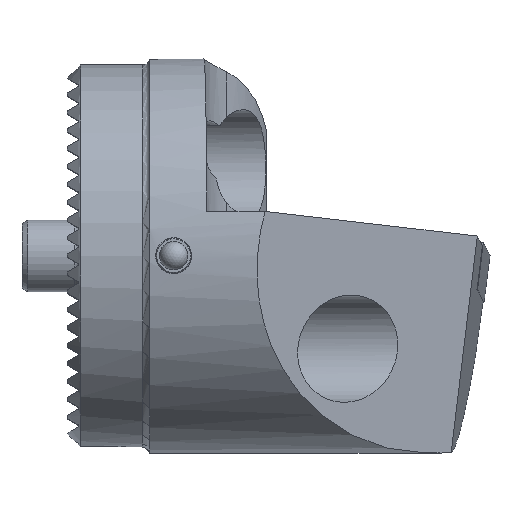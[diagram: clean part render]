
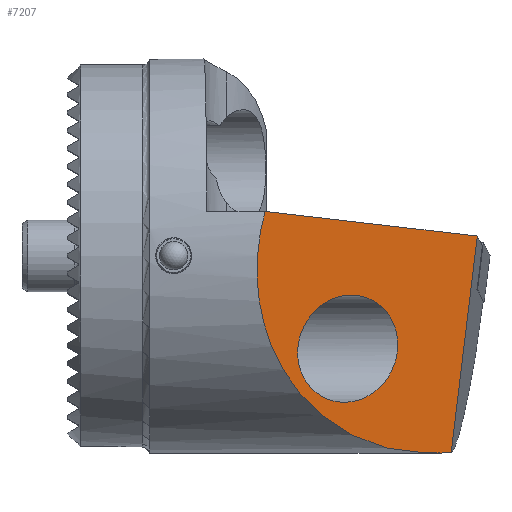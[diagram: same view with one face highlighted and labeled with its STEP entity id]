
A CAD part, top view. The second image highlights one B-rep face of the part: STEP entity #7207.
In plain terms, the highlighted planar face has unit normal (0.732, -0.051, 0.68).
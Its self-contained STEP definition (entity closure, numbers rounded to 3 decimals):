
#388 = CARTESIAN_POINT ( 'NONE',  ( 31.185, -16.5, -1.602 ) ) ;
#1045 = CARTESIAN_POINT ( 'NONE',  ( 27.274, -7.441, 3.291 ) ) ;
#1230 = EDGE_CURVE ( 'NONE', #5656, #9070, #4590, .T. ) ;
#1238 = VECTOR ( 'NONE', #5131, 1000. ) ;
#1293 = EDGE_CURVE ( 'NONE', #11007, #2934, #6703, .T. ) ;
#1363 = CARTESIAN_POINT ( 'NONE',  ( 30.905, -16.5, -1.3 ) ) ;
#1547 = LINE ( 'NONE', #11187, #1238 ) ;
#1634 = VERTEX_POINT ( 'NONE', #3960 ) ;
#1726 = EDGE_CURVE ( 'NONE', #9070, #1634, #1547, .T. ) ;
#1859 = VECTOR ( 'NONE', #4585, 1000. ) ;
#1916 = CARTESIAN_POINT ( 'NONE',  ( 18.892, 0.859, 12.94 ) ) ;
#2248 = EDGE_LOOP ( 'NONE', ( #4111 ) ) ;
#2632 = CARTESIAN_POINT ( 'NONE',  ( 16.175, 3.701, 16.08 ) ) ;
#2679 =( BOUNDED_CURVE ( )  B_SPLINE_CURVE ( 3, ( #3591, #9750, #10591, #2632 ),
 .UNSPECIFIED., .F., .F. ) 
 B_SPLINE_CURVE_WITH_KNOTS ( ( 4, 4 ),
 ( 1.646, 3.443 ),
 .UNSPECIFIED. ) 
 CURVE ( )  GEOMETRIC_REPRESENTATION_ITEM ( )  RATIONAL_B_SPLINE_CURVE ( ( 1., 0.749, 0.749, 1. ) ) 
 REPRESENTATION_ITEM ( '' )  );
#2811 = AXIS2_PLACEMENT_3D ( 'NONE', #9103, #12129, #11241 ) ;
#2934 = VERTEX_POINT ( 'NONE', #10345 ) ;
#3414 = ORIENTED_EDGE ( 'NONE', *, *, #3837, .T. ) ;
#3591 = CARTESIAN_POINT ( 'NONE',  ( 29.698, -16.5, 0. ) ) ;
#3653 = FACE_OUTER_BOUND ( 'NONE', #10903, .T. ) ;
#3837 = EDGE_CURVE ( 'NONE', #5656, #11007, #9665, .T. ) ;
#3873 = VERTEX_POINT ( 'NONE', #1045 ) ;
#3947 = FACE_BOUND ( 'NONE', #2248, .T. ) ;
#3960 = CARTESIAN_POINT ( 'NONE',  ( 29.698, -16.5, 0. ) ) ;
#4111 = ORIENTED_EDGE ( 'NONE', *, *, #11082, .F. ) ;
#4585 = DIRECTION ( 'NONE',  ( -0.676, 0.077, 0.733 ) ) ;
#4590 =( BOUNDED_CURVE ( )  B_SPLINE_CURVE ( 3, ( #11365, #5323, #388, #1363 ),
 .UNSPECIFIED., .F., .F. ) 
 B_SPLINE_CURVE_WITH_KNOTS ( ( 4, 4 ),
 ( 1.606, 1.646 ),
 .UNSPECIFIED. ) 
 CURVE ( )  GEOMETRIC_REPRESENTATION_ITEM ( )  RATIONAL_B_SPLINE_CURVE ( ( 1., 1., 1., 1. ) ) 
 REPRESENTATION_ITEM ( '' )  );
#4909 = CARTESIAN_POINT ( 'NONE',  ( 27.274, -7.441, 3.291 ) ) ;
#5131 = DIRECTION ( 'NONE',  ( -0.681, 0., 0.733 ) ) ;
#5323 = CARTESIAN_POINT ( 'NONE',  ( 31.466, -16.494, -1.904 ) ) ;
#5598 = ORIENTED_EDGE ( 'NONE', *, *, #1293, .T. ) ;
#5656 = VERTEX_POINT ( 'NONE', #9359 ) ;
#5789 = CARTESIAN_POINT ( 'NONE',  ( 33.932, 1.675, -3.193 ) ) ;
#6138 = ORIENTED_EDGE ( 'NONE', *, *, #6165, .F. ) ;
#6165 = EDGE_CURVE ( 'NONE', #1634, #2934, #2679, .T. ) ;
#6402 = ORIENTED_EDGE ( 'NONE', *, *, #1726, .F. ) ;
#6552 = CARTESIAN_POINT ( 'NONE',  ( 30.466, 2.07, 0.569 ) ) ;
#6665 = DIRECTION ( 'NONE',  ( 0.119, 0.991, -0.054 ) ) ;
#6703 = LINE ( 'NONE', #6552, #1859 ) ;
#7207 = ADVANCED_FACE ( 'NONE', ( #3947, #3653 ), #11901, .F. ) ;
#7288 = VECTOR ( 'NONE', #6665, 1000. ) ;
#8833 = CARTESIAN_POINT ( 'NONE',  ( 18.892, -8.116, 12.266 ) ) ;
#8914 = CARTESIAN_POINT ( 'NONE',  ( 27.274, 1.534, 3.966 ) ) ;
#8995 = CARTESIAN_POINT ( 'NONE',  ( 30.905, -16.5, -1.3 ) ) ;
#9070 = VERTEX_POINT ( 'NONE', #8995 ) ;
#9103 = CARTESIAN_POINT ( 'NONE',  ( 33.932, 1.675, -3.193 ) ) ;
#9359 = CARTESIAN_POINT ( 'NONE',  ( 31.747, -16.482, -2.205 ) ) ;
#9665 = LINE ( 'NONE', #5789, #7288 ) ;
#9750 = CARTESIAN_POINT ( 'NONE',  ( 19.019, -16.5, 11.498 ) ) ;
#9808 = CARTESIAN_POINT ( 'NONE',  ( 33.932, 1.675, -3.193 ) ) ;
#9940 = CARTESIAN_POINT ( 'NONE',  ( 18.892, -17.09, 11.591 ) ) ;
#10345 = CARTESIAN_POINT ( 'NONE',  ( 16.175, 3.701, 16.08 ) ) ;
#10591 = CARTESIAN_POINT ( 'NONE',  ( 12.997, -7.504, 18.658 ) ) ;
#10903 = EDGE_LOOP ( 'NONE', ( #6138, #6402, #12563, #3414, #5598 ) ) ;
#11007 = VERTEX_POINT ( 'NONE', #9808 ) ;
#11082 = EDGE_CURVE ( 'NONE', #3873, #3873, #11457, .T. ) ;
#11187 = CARTESIAN_POINT ( 'NONE',  ( 33.25, -16.5, -3.826 ) ) ;
#11241 = DIRECTION ( 'NONE',  ( -0.681, 0., 0.733 ) ) ;
#11365 = CARTESIAN_POINT ( 'NONE',  ( 31.747, -16.482, -2.205 ) ) ;
#11457 =( BOUNDED_CURVE ( )  B_SPLINE_CURVE ( 3, ( #4909, #8914, #1916, #8833, #9940, #12870, #11990 ),
 .UNSPECIFIED., .T., .T. ) 
 B_SPLINE_CURVE_WITH_KNOTS ( ( 4, 3, 4 ),
 ( 0., 3.142, 6.283 ),
 .UNSPECIFIED. ) 
 CURVE ( )  GEOMETRIC_REPRESENTATION_ITEM ( )  RATIONAL_B_SPLINE_CURVE ( ( 1., 0.333, 0.333, 1., 0.333, 0.333, 1. ) ) 
 REPRESENTATION_ITEM ( '' )  );
#11901 = PLANE ( 'NONE',  #2811 ) ;
#11990 = CARTESIAN_POINT ( 'NONE',  ( 27.274, -7.441, 3.291 ) ) ;
#12129 = DIRECTION ( 'NONE',  ( -0.732, 0.051, -0.68 ) ) ;
#12563 = ORIENTED_EDGE ( 'NONE', *, *, #1230, .F. ) ;
#12870 = CARTESIAN_POINT ( 'NONE',  ( 27.274, -16.415, 2.616 ) ) ;
